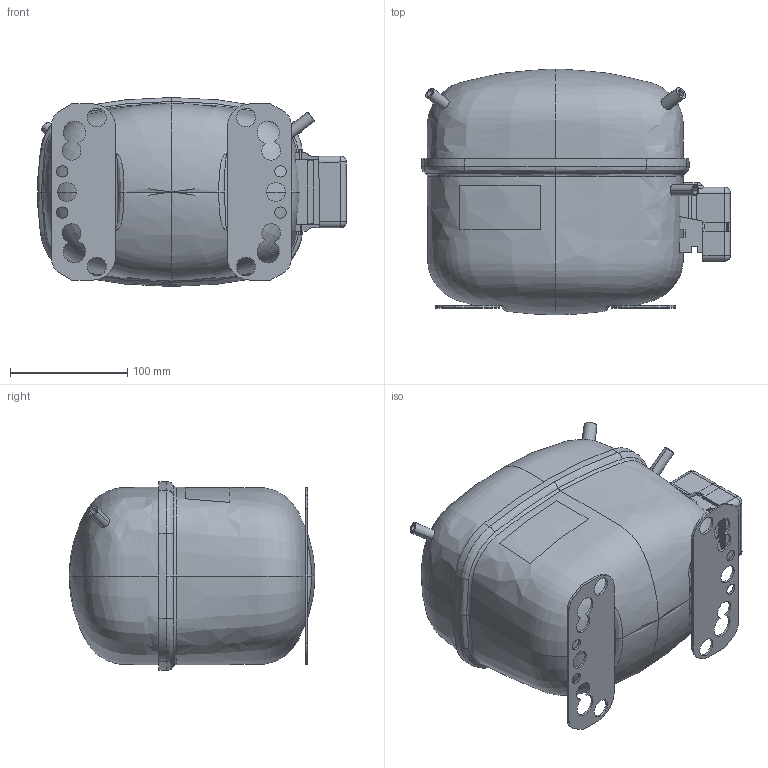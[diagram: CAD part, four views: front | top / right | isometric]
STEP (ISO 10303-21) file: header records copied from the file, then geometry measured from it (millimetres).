
FILE_DESCRIPTION (( 'STEP AP203' ), '1' );
FILE_NAME ('119-2119.STEP', '2024-11-28T21:09:43', ( '' ), ( '' ), 'SwSTEP 2.0', 'SolidWorks 2022', '' );
FILE_SCHEMA (( 'CONFIG_CONTROL_DESIGN' ));
Length unit declared in the file: millimetre
Products named in the file (3): 103N2008; SC (Secop)_No grommets; 119-2119
Assembly tree (2 placements, depth 2):
  119-2119
    SC (Secop)_No grommets
    103N2008
Bounding box: 263.03 x 209.04 x 160.88 mm (x, y, z)
Volume: 5312792.7 mm3; surface area: 214038.8 mm2
Topology: 4 solids, 4 shells, 284 faces, 778 edges, 486 vertices
Faces by surface type: plane 129, cylinder 99, bspline 46, sphere 6, torus 4
Entity records: 16214 total; most frequent: CARTESIAN_POINT 8988, ORIENTED_EDGE 1528, DIRECTION 1324, EDGE_CURVE 764, VERTEX_POINT 486, VECTOR 458, LINE 458, AXIS2_PLACEMENT_3D 433
